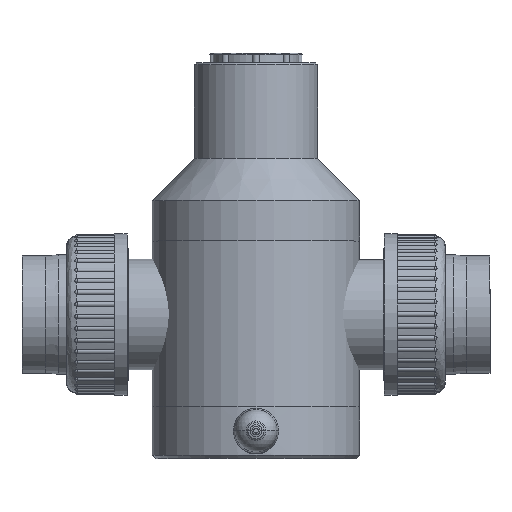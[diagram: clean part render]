
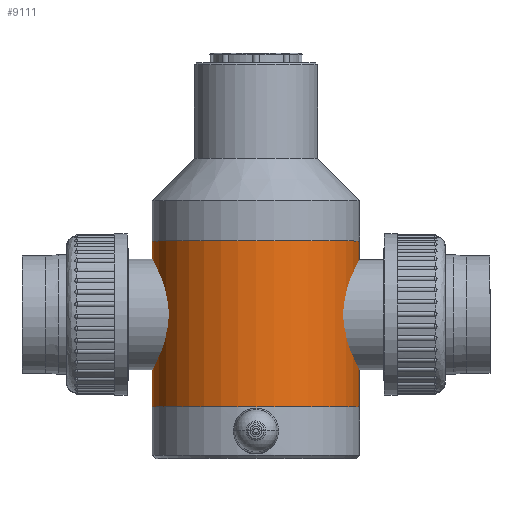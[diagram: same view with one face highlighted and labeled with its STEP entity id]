
A CAD part, top view. The second image highlights one B-rep face of the part: STEP entity #9111.
In plain terms, the highlighted cylindrical face has radius 64 mm (diameter 128 mm), a full revolution.
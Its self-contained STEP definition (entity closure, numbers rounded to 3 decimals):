
#5744 = CARTESIAN_POINT ( 'NONE',  ( 0., 102.4, 0. ) ) ;
#6161 = EDGE_CURVE ( 'NONE', #17119, #17119, #19263, .T. ) ;
#6992 = ORIENTED_EDGE ( 'NONE', *, *, #6161, .F. ) ;
#7229 = CYLINDRICAL_SURFACE ( 'NONE', #14891, 64. ) ;
#8047 = EDGE_CURVE ( 'NONE', #9426, #9426, #14607, .T. ) ;
#9111 = ADVANCED_FACE ( 'NONE', ( #14822, #14926 ), #7229, .T. ) ;
#9426 = VERTEX_POINT ( 'NONE', #12820 ) ;
#10613 = AXIS2_PLACEMENT_3D ( 'NONE', #16231, #19553, #11550 ) ;
#10846 = ORIENTED_EDGE ( 'NONE', *, *, #8047, .T. ) ;
#11119 = CARTESIAN_POINT ( 'NONE',  ( 0., 102.4, 64. ) ) ;
#11550 = DIRECTION ( 'NONE',  ( 0., 0., 1. ) ) ;
#11825 = DIRECTION ( 'NONE',  ( 0., 1., 0. ) ) ;
#12820 = CARTESIAN_POINT ( 'NONE',  ( 0., 0., 64. ) ) ;
#13148 = DIRECTION ( 'NONE',  ( 0., 1., 0. ) ) ;
#13300 = EDGE_LOOP ( 'NONE', ( #10846 ) ) ;
#14607 = CIRCLE ( 'NONE', #18718, 64. ) ;
#14822 = FACE_OUTER_BOUND ( 'NONE', #17391, .T. ) ;
#14891 = AXIS2_PLACEMENT_3D ( 'NONE', #5744, #11825, #17927 ) ;
#14926 = FACE_OUTER_BOUND ( 'NONE', #13300, .T. ) ;
#16231 = CARTESIAN_POINT ( 'NONE',  ( 0., 102.4, 0. ) ) ;
#16318 = CARTESIAN_POINT ( 'NONE',  ( 0., 0., 0. ) ) ;
#17119 = VERTEX_POINT ( 'NONE', #11119 ) ;
#17391 = EDGE_LOOP ( 'NONE', ( #6992 ) ) ;
#17927 = DIRECTION ( 'NONE',  ( 0., 0., 1. ) ) ;
#18718 = AXIS2_PLACEMENT_3D ( 'NONE', #16318, #13148, #19450 ) ;
#19263 = CIRCLE ( 'NONE', #10613, 64. ) ;
#19450 = DIRECTION ( 'NONE',  ( 0., 0., 1. ) ) ;
#19553 = DIRECTION ( 'NONE',  ( 0., 1., 0. ) ) ;
